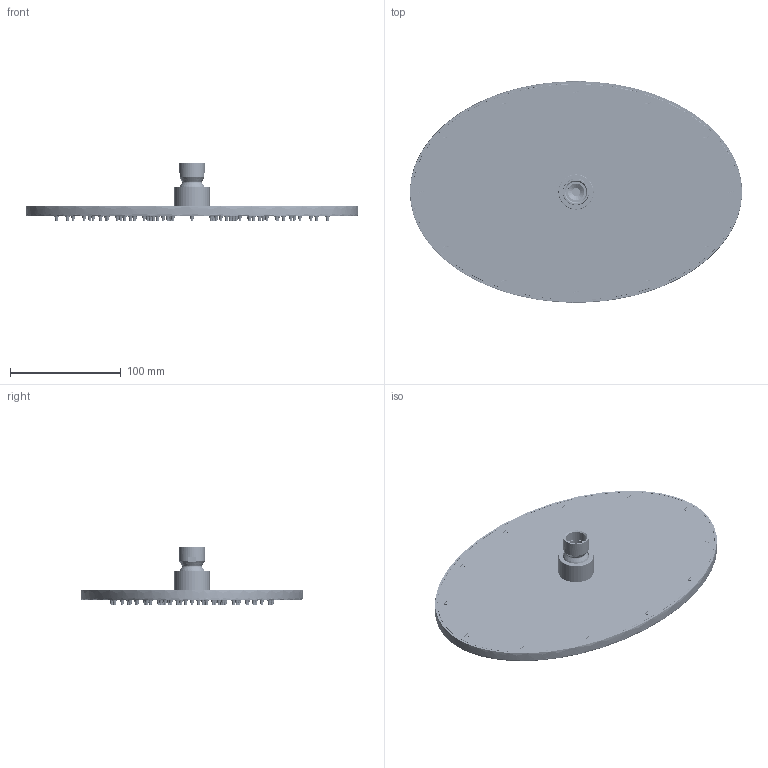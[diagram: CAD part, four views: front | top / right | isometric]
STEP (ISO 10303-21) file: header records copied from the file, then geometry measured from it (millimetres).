
FILE_DESCRIPTION((''),'2;1');
FILE_NAME('ZSOF077CR','2021-11-22T14:23:28',('ut3'),('PAFFONI SpA'),'CREO PARAMETRIC BY PTC INC, 2020044','CREO PARAMETRIC BY PTC INC, 2020044','');
FILE_SCHEMA(('CONFIG_CONTROL_DESIGN','SHAPE_APPEARANCE_LAYERS_GROUPS'));
Length unit declared in the file: millimetre
Products named in the file (1): ZSOF077CR
Bounding box: 300.24 x 200.22 x 51.7 mm (x, y, z)
Volume: 229066.1 mm3; surface area: 194749.7 mm2
Topology: 1 solids, 1 shells, 3317 faces, 6974 edges, 4027 vertices
Faces by surface type: torus 1771, cylinder 768, plane 410, cone 354, extrusion 6, sphere 4, bspline 4
Entity records: 132140 total; most frequent: DIRECTION 19106, CARTESIAN_POINT 17142, ORIENTED_EDGE 13948, AXIS2_PLACEMENT_3D 8939, EDGE_CURVE 6974, FILL_AREA_STYLE_COLOUR 6533, FILL_AREA_STYLE 6533, SURFACE_STYLE_FILL_AREA 6533
